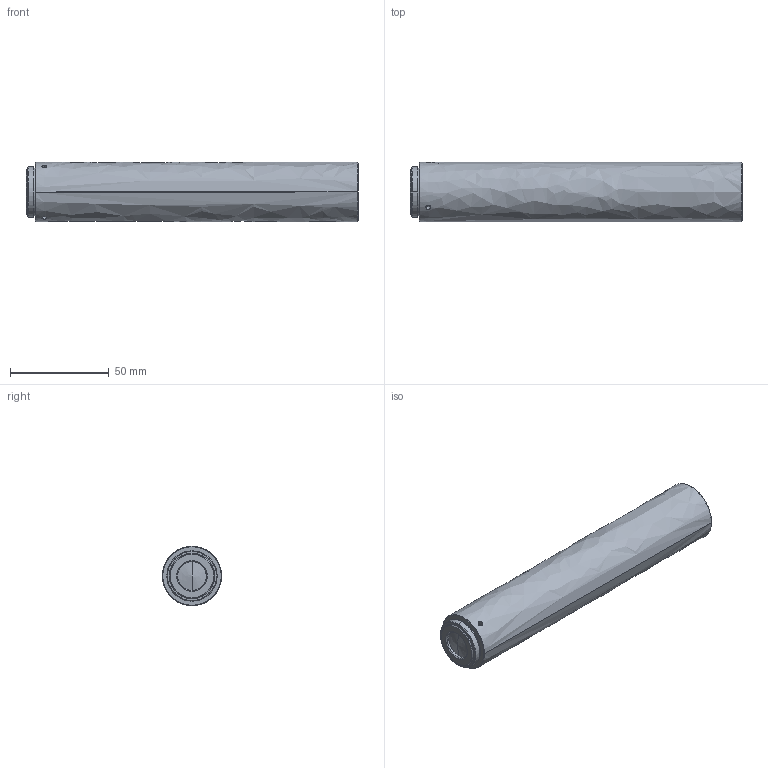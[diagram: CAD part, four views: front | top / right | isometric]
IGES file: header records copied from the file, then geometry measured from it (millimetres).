
Start section: SolidWorks IGES file using analytic representation for surfaces
Global section: file name: WH035-430A-230.IGS,1; native system: 5HSolidWorks 2017; preprocessor: SolidWorks 2017; author: Administrator; date: 191203.103938; units: millimetre
Bounding box: 168.11 x 30 x 30 mm (x, y, z)
Surface area: 17387.4 mm2 (no closed solid volume)
Topology: 0 solids, 0 shells, 40 faces, 810 edges, 806 vertices
Faces by surface type: revolution 35, bspline 5
